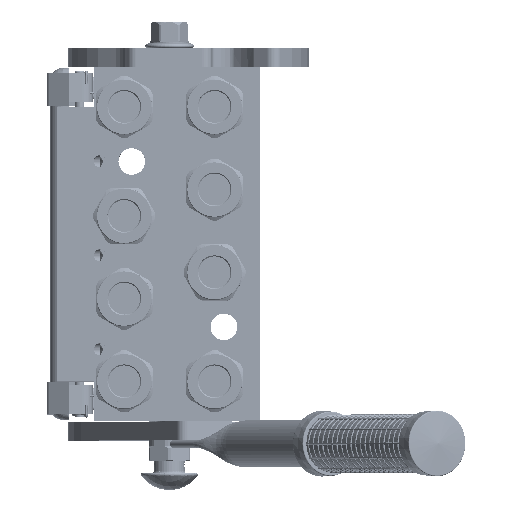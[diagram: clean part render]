
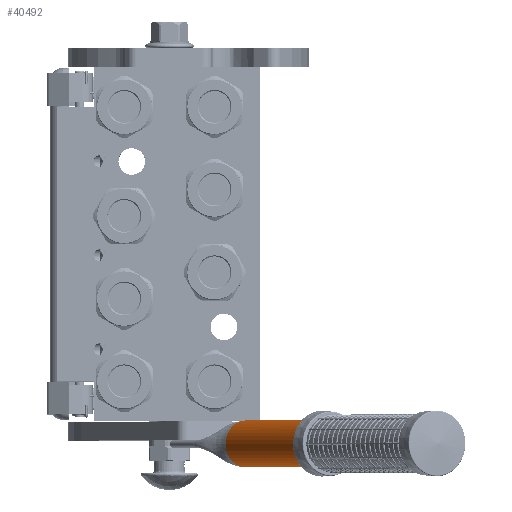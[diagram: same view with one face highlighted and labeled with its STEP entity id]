
A CAD part, top view. The second image highlights one B-rep face of the part: STEP entity #40492.
In plain terms, the highlighted cylindrical face has radius 12.5 mm (diameter 25 mm), a partial arc.
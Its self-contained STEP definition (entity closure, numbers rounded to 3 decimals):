
#271 = DIRECTION ( 'NONE',  ( 0., 1., 0. ) ) ;
#2526 = CARTESIAN_POINT ( 'NONE',  ( -12.5, 198., 0. ) ) ;
#3645 = DIRECTION ( 'NONE',  ( -0.994, 0., 0.109 ) ) ;
#5496 = VERTEX_POINT ( 'NONE', #25953 ) ;
#5639 = B_SPLINE_CURVE_WITH_KNOTS ( 'NONE', 3,
 ( #182292, #22067, #144904, #198340, #5885, #28090, #203620, #97220, #130223, #115667, #185337, #26557, #147912, #27337, #202089, #97980 ),
 .UNSPECIFIED., .F., .F.,
 ( 4, 2, 1, 2, 2, 1, 2, 2, 4 ),
 ( 0., 0.25, 0.312, 0.328, 0.344, 0.375, 0.437, 0.5, 1. ),
 .UNSPECIFIED. ) ;
#5885 = CARTESIAN_POINT ( 'NONE',  ( -12.464, 0.121, 0.953 ) ) ;
#8713 = CARTESIAN_POINT ( 'NONE',  ( 12.499, 0.235, 0.221 ) ) ;
#12016 = AXIS2_PLACEMENT_3D ( 'NONE', #227609, #195317, #210645 ) ;
#12385 = DIRECTION ( 'NONE',  ( 0., 1., 0. ) ) ;
#13642 = ORIENTED_EDGE ( 'NONE', *, *, #123841, .T. ) ;
#14835 = DIRECTION ( 'NONE',  ( 0., 1., 0. ) ) ;
#18540 = VERTEX_POINT ( 'NONE', #148732 ) ;
#22067 = CARTESIAN_POINT ( 'NONE',  ( -12.441, 0.049, 1.219 ) ) ;
#25953 = CARTESIAN_POINT ( 'NONE',  ( 12.426, 0., 1.36 ) ) ;
#26333 = CARTESIAN_POINT ( 'NONE',  ( 12.488, 0.202, 0.541 ) ) ;
#26557 = CARTESIAN_POINT ( 'NONE',  ( -12.478, 0.167, 0.748 ) ) ;
#27337 = CARTESIAN_POINT ( 'NONE',  ( -12.494, 0.221, 0.449 ) ) ;
#28090 = CARTESIAN_POINT ( 'NONE',  ( -12.466, 0.127, 0.927 ) ) ;
#31150 = ORIENTED_EDGE ( 'NONE', *, *, #220646, .T. ) ;
#37164 = CYLINDRICAL_SURFACE ( 'NONE', #12016, 12.5 ) ;
#40492 = ADVANCED_FACE ( 'NONE', ( #199015 ), #37164, .T. ) ;
#47700 = DIRECTION ( 'NONE',  ( 0., 1., 0. ) ) ;
#53748 = AXIS2_PLACEMENT_3D ( 'NONE', #168154, #12385, #133644 ) ;
#54386 = CARTESIAN_POINT ( 'NONE',  ( 0., 0., 0. ) ) ;
#54497 = CARTESIAN_POINT ( 'NONE',  ( -12.426, 0., 1.36 ) ) ;
#59438 = CARTESIAN_POINT ( 'NONE',  ( 12.484, 0.186, 0.638 ) ) ;
#60214 = CARTESIAN_POINT ( 'NONE',  ( 12.486, 0.195, 0.586 ) ) ;
#67224 = CIRCLE ( 'NONE', #53748, 12.5 ) ;
#76374 = CARTESIAN_POINT ( 'NONE',  ( 0., 0., 12.5 ) ) ;
#78621 = CARTESIAN_POINT ( 'NONE',  ( 12.492, 0.214, 0.452 ) ) ;
#79613 = VECTOR ( 'NONE', #47700, 1000. ) ;
#95731 = EDGE_LOOP ( 'NONE', ( #31150, #180478, #144072, #97879, #13642, #199106, #164391 ) ) ;
#96222 = CARTESIAN_POINT ( 'NONE',  ( 12.482, 0.18, 0.676 ) ) ;
#97220 = CARTESIAN_POINT ( 'NONE',  ( -12.467, 0.131, 0.91 ) ) ;
#97739 = CARTESIAN_POINT ( 'NONE',  ( 12.456, 0.096, 1.087 ) ) ;
#97879 = ORIENTED_EDGE ( 'NONE', *, *, #219965, .F. ) ;
#97980 = CARTESIAN_POINT ( 'NONE',  ( -12.5, 0.24, 0. ) ) ;
#100761 = DIRECTION ( 'NONE',  ( -0.994, 0., 0.109 ) ) ;
#112380 = CARTESIAN_POINT ( 'NONE',  ( 12.481, 0.178, 0.688 ) ) ;
#115667 = CARTESIAN_POINT ( 'NONE',  ( -12.471, 0.146, 0.847 ) ) ;
#119904 = CARTESIAN_POINT ( 'NONE',  ( -12.5, 0.24, 0. ) ) ;
#121569 = CARTESIAN_POINT ( 'NONE',  ( 12.5, 0.24, 0. ) ) ;
#123841 = EDGE_CURVE ( 'NONE', #145900, #135547, #181684, .T. ) ;
#126155 = CIRCLE ( 'NONE', #166692, 12.5 ) ;
#130223 = CARTESIAN_POINT ( 'NONE',  ( -12.468, 0.136, 0.889 ) ) ;
#133644 = DIRECTION ( 'NONE',  ( -1., 0., 0. ) ) ;
#135547 = VERTEX_POINT ( 'NONE', #76374 ) ;
#143019 = B_SPLINE_CURVE_WITH_KNOTS ( 'NONE', 3,
 ( #182810, #202619, #8713, #166782, #78621, #26333, #60214, #59438, #201106, #96222, #182055, #112380, #201861, #97739, #218773 ),
 .UNSPECIFIED., .F., .F.,
 ( 4, 2, 2, 1, 1, 1, 2, 2, 4 ),
 ( 0., 0.25, 0.375, 0.437, 0.469, 0.484, 0.492, 0.5, 1. ),
 .UNSPECIFIED. ) ;
#143379 = EDGE_CURVE ( 'NONE', #135547, #5496, #126155, .T. ) ;
#144072 = ORIENTED_EDGE ( 'NONE', *, *, #163333, .F. ) ;
#144904 = CARTESIAN_POINT ( 'NONE',  ( -12.452, 0.083, 1.1 ) ) ;
#145900 = VERTEX_POINT ( 'NONE', #54497 ) ;
#147912 = CARTESIAN_POINT ( 'NONE',  ( -12.479, 0.172, 0.721 ) ) ;
#148732 = CARTESIAN_POINT ( 'NONE',  ( 12.5, 0.24, 0. ) ) ;
#154149 = CARTESIAN_POINT ( 'NONE',  ( 12.5, 198., 0. ) ) ;
#155989 = CARTESIAN_POINT ( 'NONE',  ( 0., 0., 0. ) ) ;
#163333 = EDGE_CURVE ( 'NONE', #217738, #180512, #189323, .T. ) ;
#164391 = ORIENTED_EDGE ( 'NONE', *, *, #177896, .F. ) ;
#166692 = AXIS2_PLACEMENT_3D ( 'NONE', #155989, #14835, #100761 ) ;
#166782 = CARTESIAN_POINT ( 'NONE',  ( 12.494, 0.22, 0.394 ) ) ;
#168004 = VERTEX_POINT ( 'NONE', #154149 ) ;
#168154 = CARTESIAN_POINT ( 'NONE',  ( 0., 198., 0. ) ) ;
#177896 = EDGE_CURVE ( 'NONE', #18540, #5496, #143019, .T. ) ;
#180478 = ORIENTED_EDGE ( 'NONE', *, *, #200159, .F. ) ;
#180512 = VERTEX_POINT ( 'NONE', #2526 ) ;
#181684 = CIRCLE ( 'NONE', #219518, 12.5 ) ;
#182055 = CARTESIAN_POINT ( 'NONE',  ( 12.481, 0.178, 0.683 ) ) ;
#182292 = CARTESIAN_POINT ( 'NONE',  ( -12.426, 0., 1.36 ) ) ;
#182810 = CARTESIAN_POINT ( 'NONE',  ( 12.5, 0.24, 0. ) ) ;
#185337 = CARTESIAN_POINT ( 'NONE',  ( -12.474, 0.155, 0.804 ) ) ;
#189323 = LINE ( 'NONE', #119904, #79613 ) ;
#195317 = DIRECTION ( 'NONE',  ( 0., -1., 0. ) ) ;
#198340 = CARTESIAN_POINT ( 'NONE',  ( -12.461, 0.114, 0.981 ) ) ;
#199015 = FACE_OUTER_BOUND ( 'NONE', #95731, .T. ) ;
#199106 = ORIENTED_EDGE ( 'NONE', *, *, #143379, .T. ) ;
#200159 = EDGE_CURVE ( 'NONE', #180512, #168004, #67224, .T. ) ;
#201106 = CARTESIAN_POINT ( 'NONE',  ( 12.482, 0.182, 0.665 ) ) ;
#201861 = CARTESIAN_POINT ( 'NONE',  ( 12.472, 0.146, 0.859 ) ) ;
#202089 = CARTESIAN_POINT ( 'NONE',  ( -12.5, 0.24, 0.216 ) ) ;
#202619 = CARTESIAN_POINT ( 'NONE',  ( 12.5, 0.24, 0.108 ) ) ;
#203605 = VECTOR ( 'NONE', #271, 1000. ) ;
#203620 = CARTESIAN_POINT ( 'NONE',  ( -12.466, 0.13, 0.917 ) ) ;
#204478 = CARTESIAN_POINT ( 'NONE',  ( -12.5, 0.24, 0. ) ) ;
#206462 = LINE ( 'NONE', #121569, #203605 ) ;
#210645 = DIRECTION ( 'NONE',  ( 1., 0., 0. ) ) ;
#213700 = DIRECTION ( 'NONE',  ( 0., 1., 0. ) ) ;
#217738 = VERTEX_POINT ( 'NONE', #204478 ) ;
#218773 = CARTESIAN_POINT ( 'NONE',  ( 12.426, 0., 1.36 ) ) ;
#219518 = AXIS2_PLACEMENT_3D ( 'NONE', #54386, #213700, #3645 ) ;
#219965 = EDGE_CURVE ( 'NONE', #145900, #217738, #5639, .T. ) ;
#220646 = EDGE_CURVE ( 'NONE', #18540, #168004, #206462, .T. ) ;
#227609 = CARTESIAN_POINT ( 'NONE',  ( 0., 0., 0. ) ) ;
